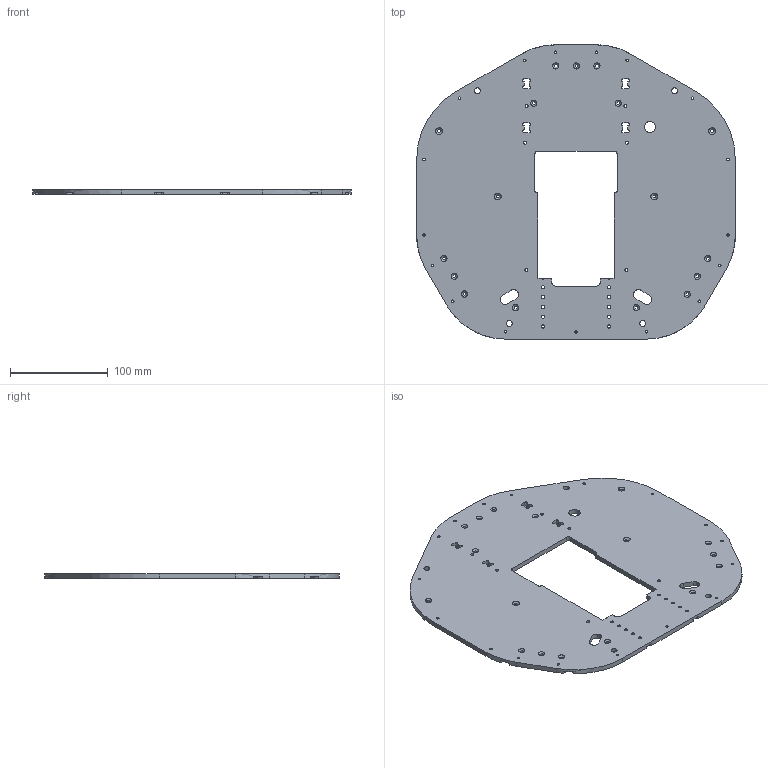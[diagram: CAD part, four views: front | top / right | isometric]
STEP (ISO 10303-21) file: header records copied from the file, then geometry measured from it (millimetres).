
FILE_DESCRIPTION (( 'STEP AP214' ), '1' );
FILE_NAME ('top_plate_v2.1.step', '2023-05-17T11:19:55', ( '' ), ( '' ), 'SwSTEP 2.0', 'SolidWorks 2022', '' );
FILE_SCHEMA (( 'AUTOMOTIVE_DESIGN' ));
Length unit declared in the file: millimetre
Products named in the file (1): top_plate_v2.1
Bounding box: 325.56 x 300.7 x 5 mm (x, y, z)
Volume: 349120.4 mm3; surface area: 156904.1 mm2
Topology: 1 solids, 1 shells, 320 faces, 939 edges, 620 vertices
Faces by surface type: cylinder 196, plane 78, cone 46
Entity records: 11139 total; most frequent: DIRECTION 2059, CARTESIAN_POINT 1880, ORIENTED_EDGE 1878, EDGE_CURVE 939, AXIS2_PLACEMENT_3D 799, VERTEX_POINT 620, CIRCLE 478, LINE 461
